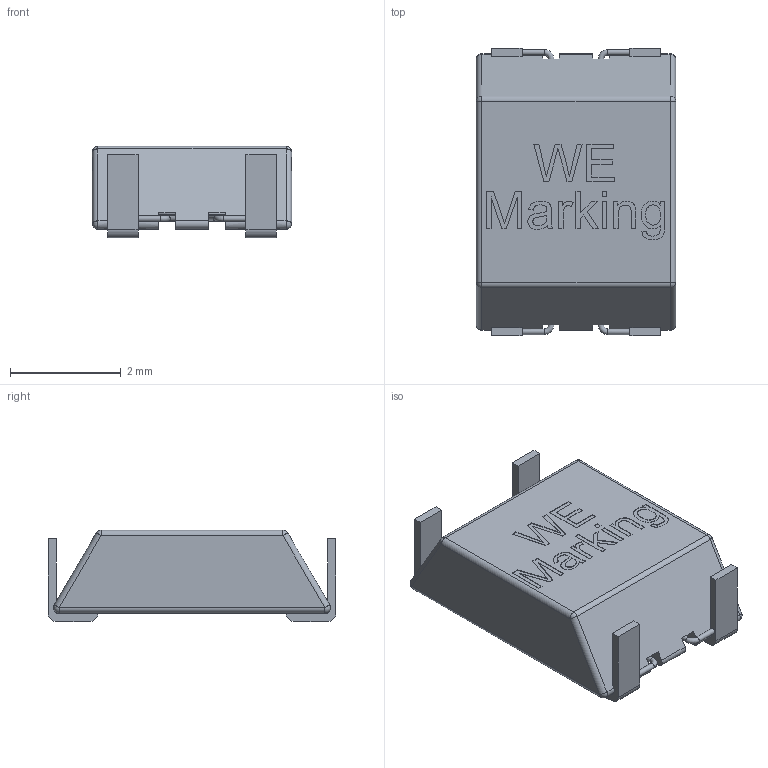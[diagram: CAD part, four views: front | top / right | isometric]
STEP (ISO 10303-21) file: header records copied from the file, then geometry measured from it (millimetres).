
FILE_DESCRIPTION(/* description */ ('Unknown'),/* implementation_level */ '2;1');
FILE_NAME(/* name */ 'L_Wurth_WE-SL1-744212x',/* time_stamp */ '2025-06-05T17:49:07+08:00',/* author */ ('Unknown'),/* organization */ ('Unknown'),/* preprocessor_version */ 'ST-DEVELOPER v19.4',/* originating_system */ 'Solid Edge',/* authorisation */ 'Unknown');
FILE_SCHEMA (('AUTOMOTIVE_DESIGN {1 0 10303 214 3 1 1}'));
Length unit declared in the file: millimetre
Products named in the file (2): L_Wurth_WE-SL1-744212x
Assembly tree (1 placements, depth 2):
  L_Wurth_WE-SL1-744212x
    L_Wurth_WE-SL1-744212x
Bounding box: 3.6 x 5.2 x 1.66 mm (x, y, z)
Volume: 18.6 mm3; surface area: 126.1 mm2
Topology: 2 solids, 2 shells, 446 faces, 1100 edges, 659 vertices
Faces by surface type: cylinder 163, plane 136, torus 122, bspline 16, sphere 8, cone 1
Full cylindrical faces by diameter (mm): 0.1 x124, 1.4 x1, 2.6 x1, 3 x1
Entity records: 15177 total; most frequent: CARTESIAN_POINT 3524, DIRECTION 1571, ORIENTED_EDGE 1558, EDGE_CURVE 779, EDGE_LOOP 720, FACE_BOUND 720, AXIS2_PLACEMENT_3D 655, VERTEX_POINT 597
